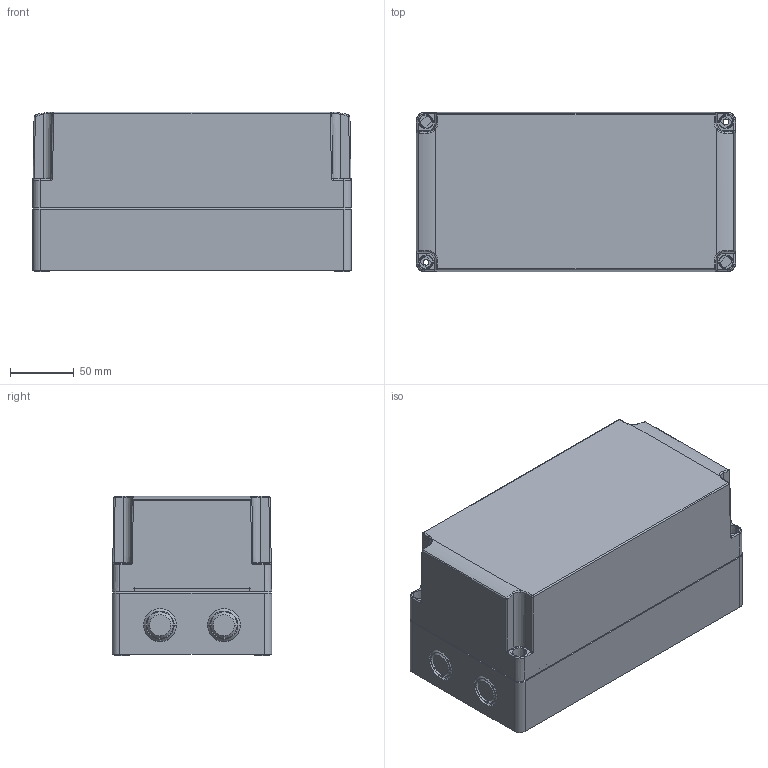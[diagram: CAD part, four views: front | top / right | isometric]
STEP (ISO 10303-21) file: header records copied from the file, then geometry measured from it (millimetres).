
FILE_DESCRIPTION((''),'2;1');
FILE_NAME('SPCM132513G_ASM','2016-12-07T',('kjell_andersson'),(''),'CREO PARAMETRIC BY PTC INC, 2015290','CREO PARAMETRIC BY PTC INC, 2015290','');
FILE_SCHEMA(('AUTOMOTIVE_DESIGN { 1 0 10303 214 1 1 1 1 }'));
Products named in the file (3): SPCM132505B; SPCG132508L; SPCM132513G_ASM
Assembly tree (2 placements, depth 2):
  SPCM132513G_ASM
    SPCM132505B
    SPCG132508L
Bounding box: 250 x 125 x 125 mm (x, y, z)
Volume: 529253.3 mm3; surface area: 325081.1 mm2
Topology: 2 solids, 2 shells, 1485 faces, 3604 edges, 2206 vertices
Faces by surface type: plane 574, cylinder 358, cone 221, torus 172, bspline 128, sphere 32
Entity records: 66115 total; most frequent: CARTESIAN_POINT 22141, ORIENTED_EDGE 7188, DIRECTION 6815, EDGE_CURVE 3594, PRESENTATION_STYLE_ASSIGNMENT 2825, STYLED_ITEM 2825, CURVE_STYLE 2824, AXIS2_PLACEMENT_3D 2493
